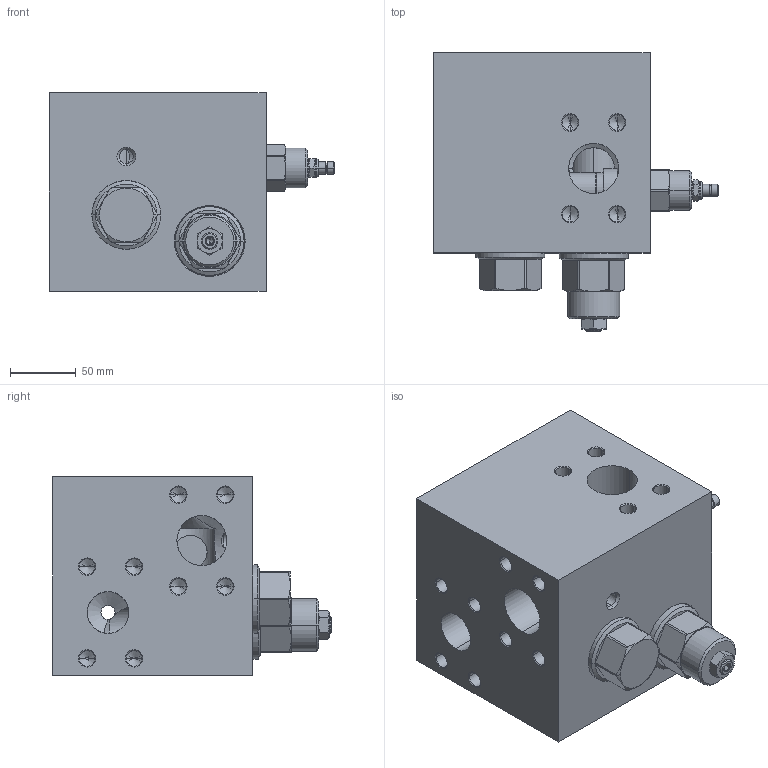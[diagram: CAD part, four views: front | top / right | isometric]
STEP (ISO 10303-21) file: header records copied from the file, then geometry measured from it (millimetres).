
FILE_DESCRIPTION((''),'2;1');
FILE_NAME('YRIALANAR_ASM','2024-08-12T',('ProEService'),(''),'PRO/ENGINEER BY PARAMETRIC TECHNOLOGY CORPORATION, 2014200','PRO/ENGINEER BY PARAMETRIC TECHNOLOGY CORPORATION, 2014200','');
FILE_SCHEMA(('CONFIG_CONTROL_DESIGN'));
Length unit declared in the file: inch
Products named in the file (5): 151-665-001; CBIALIN; CXJAXCN; RPICLAN; YRIALANAR_ASM
Assembly tree (4 placements, depth 2):
  YRIALANAR_ASM
    151-665-001
    CBIALIN
    CXJAXCN
    RPICLAN
Bounding box: 217.47 x 211.99 x 150.83 mm (x, y, z)
Volume: 3442921.3 mm3; surface area: 303679.1 mm2
Topology: 11 solids, 13 shells, 687 faces, 1976 edges, 1501 vertices
Faces by surface type: cylinder 242, cone 214, plane 139, torus 64, revolution 28
Entity records: 25987 total; most frequent: CARTESIAN_POINT 8265, DIRECTION 3885, ORIENTED_EDGE 3138, EDGE_CURVE 1569, AXIS2_PLACEMENT_3D 1470, VERTEX_POINT 956, VECTOR 917, LINE 917
